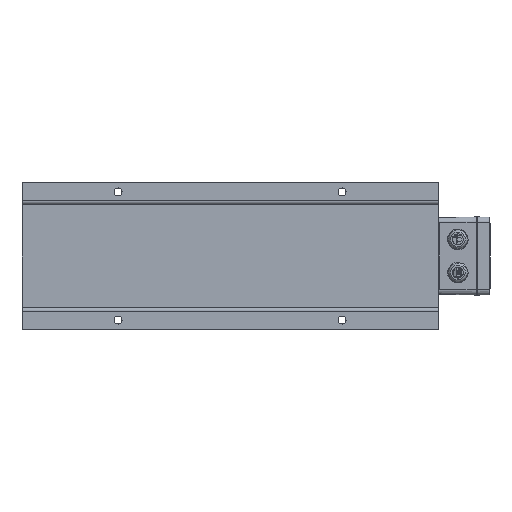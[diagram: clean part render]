
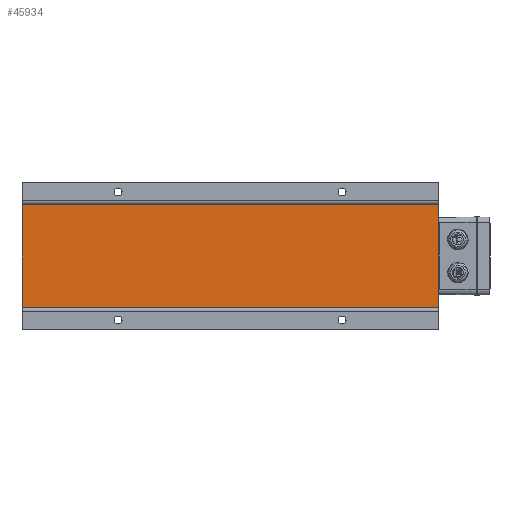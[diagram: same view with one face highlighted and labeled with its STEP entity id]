
A CAD part, front view. The second image highlights one B-rep face of the part: STEP entity #45934.
In plain terms, the highlighted planar face has unit normal (0, -1, 0).
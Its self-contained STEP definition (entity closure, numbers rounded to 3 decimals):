
#5227=FACE_OUTER_BOUND('',#7787,.T.);
#7787=EDGE_LOOP('',(#37612,#37613,#37614,#37615));
#11929=LINE('',#75161,#16147);
#11947=LINE('',#75213,#16165);
#11989=LINE('',#75342,#16207);
#11990=LINE('',#75344,#16208);
#16147=VECTOR('',#59331,10.);
#16165=VECTOR('',#59385,10.);
#16207=VECTOR('',#59527,10.);
#16208=VECTOR('',#59530,10.);
#20142=VERTEX_POINT('',#75158);
#20143=VERTEX_POINT('',#75160);
#20158=VERTEX_POINT('',#75210);
#20159=VERTEX_POINT('',#75212);
#26110=EDGE_CURVE('',#20143,#20142,#11929,.T.);
#26136=EDGE_CURVE('',#20158,#20159,#11947,.T.);
#26199=EDGE_CURVE('',#20159,#20142,#11989,.T.);
#26200=EDGE_CURVE('',#20158,#20143,#11990,.T.);
#37612=ORIENTED_EDGE('',*,*,#26199,.F.);
#37613=ORIENTED_EDGE('',*,*,#26136,.F.);
#37614=ORIENTED_EDGE('',*,*,#26200,.T.);
#37615=ORIENTED_EDGE('',*,*,#26110,.T.);
#41420=PLANE('',#49283);
#45934=ADVANCED_FACE('',(#5227),#41420,.T.);
#49283=AXIS2_PLACEMENT_3D('',#75343,#59528,#59529);
#59331=DIRECTION('',(-1.,0.,0.));
#59385=DIRECTION('',(-1.,0.,0.));
#59527=DIRECTION('',(0.,0.,1.));
#59528=DIRECTION('center_axis',(0.,-1.,0.));
#59529=DIRECTION('ref_axis',(0.,0.,
1.));
#59530=DIRECTION('',(0.,0.,1.));
#75158=CARTESIAN_POINT('',(-325.,-225.,80.));
#75160=CARTESIAN_POINT('',(325.,-225.,80.));
#75161=CARTESIAN_POINT('',(-325.,-225.,80.));
#75210=CARTESIAN_POINT('',(325.,-225.,-80.));
#75212=CARTESIAN_POINT('',(-325.,-225.,-80.));
#75213=CARTESIAN_POINT('',(325.,-225.,-80.));
#75342=CARTESIAN_POINT('',(-325.,-225.,-80.));
#75343=CARTESIAN_POINT('Origin',(325.,-225.,-80.));
#75344=CARTESIAN_POINT('',(325.,-225.,-80.));
